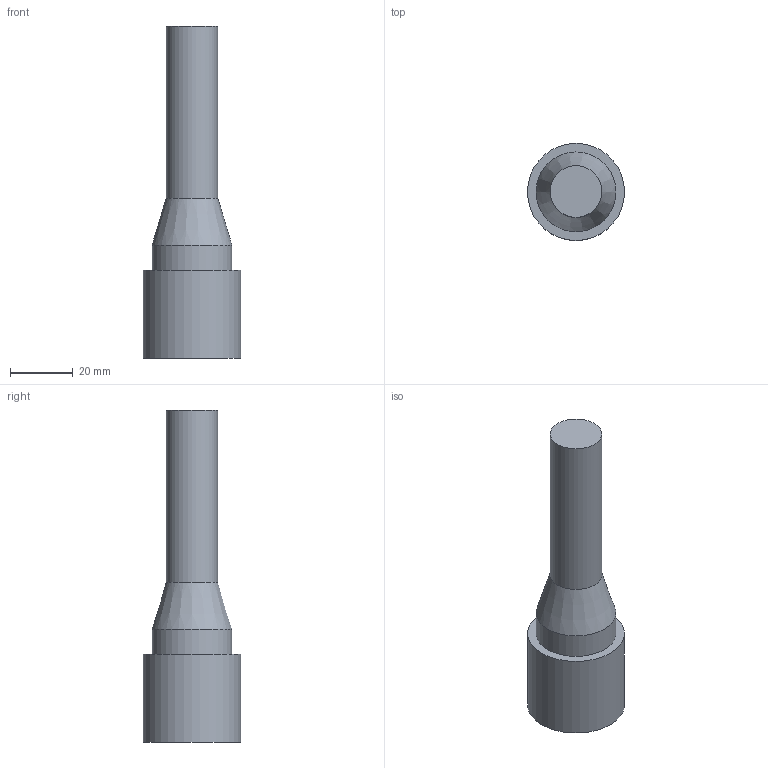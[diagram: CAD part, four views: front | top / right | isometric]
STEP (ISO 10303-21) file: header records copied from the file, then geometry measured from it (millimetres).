
FILE_DESCRIPTION(/* description */ (''),/* implementation_level */ '2;1');
FILE_NAME(/* name */ 'ILB3F.stp',/* time_stamp */ '2014-11-11T15:18:05+01:00',/* author */ ('sh'),/* organization */ (''),/* preprocessor_version */ 'ST-DEVELOPER v15.2',/* originating_system */ 'Autodesk Inventor 2014',/* authorisation */ '');
FILE_SCHEMA (('AUTOMOTIVE_DESIGN { 1 0 10303 214 3 1 1 }'));
Length unit declared in the file: millimetre
Products named in the file (1): ILB3F
Bounding box: 31 x 31 x 106 mm (x, y, z)
Volume: 41069.9 mm3; surface area: 9517.6 mm2
Topology: 1 solids, 1 shells, 73 faces, 189 edges, 126 vertices
Faces by surface type: plane 34, bspline 31, cylinder 7, cone 1
Full cylindrical faces by diameter (mm): 3.2 x1, 4.8 x3, 16.5 x1, 25.5 x1, 31 x1
Entity records: 2449 total; most frequent: CARTESIAN_POINT 873, ORIENTED_EDGE 358, DIRECTION 217, EDGE_CURVE 179, VERTEX_POINT 124, LINE 103, VECTOR 103, EDGE_LOOP 89
